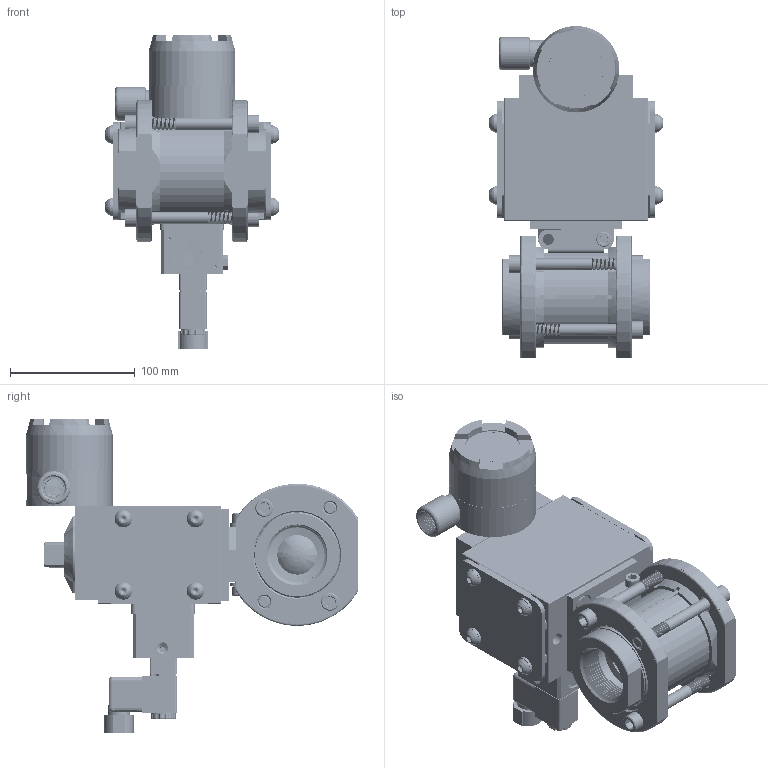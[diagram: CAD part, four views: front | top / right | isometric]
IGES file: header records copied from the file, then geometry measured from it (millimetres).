
Start section: SolidWorks IGES file using analytic representation for surfaces
Global section: file name: 22XXSESA522DGPDCLS.igs; native system: SolidWorks 2017; preprocessor: SolidWorks 2017; author: ryanm; date: 180412.083926; units: inch
Bounding box: 139.51 x 266.2 x 252.17 mm (x, y, z)
Surface area: 476221.1 mm2 (no closed solid volume)
Topology: 0 solids, 0 shells, 3884 faces, 68031 edges, 67897 vertices
Faces by surface type: revolution 2602, bspline 1282
